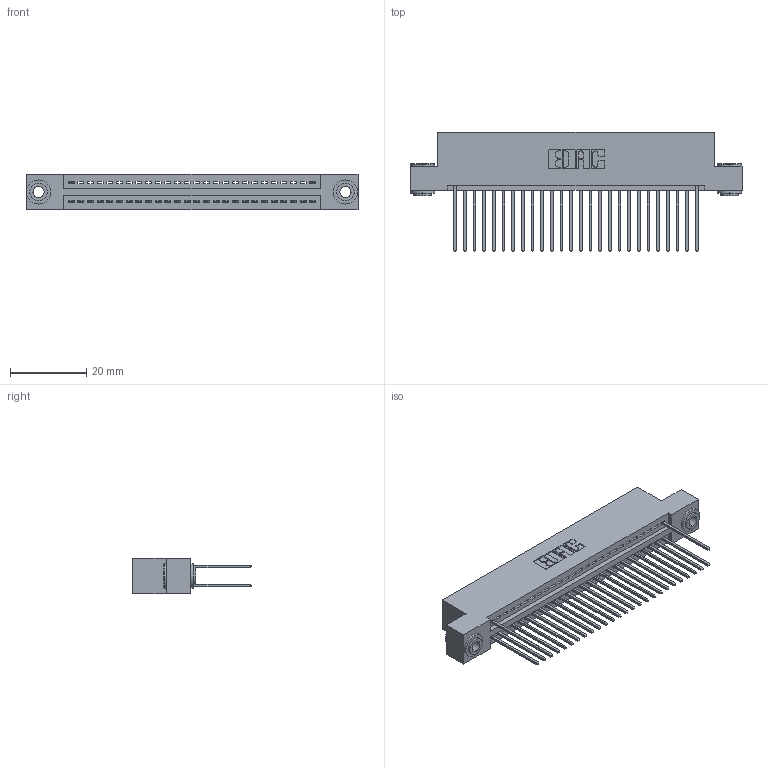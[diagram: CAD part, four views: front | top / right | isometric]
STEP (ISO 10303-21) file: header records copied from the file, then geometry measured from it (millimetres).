
FILE_DESCRIPTION (( 'STEP AP203' ), '1' );
FILE_NAME ('345-052-542-203.STEP', '2018-09-22T22:44:13', ( '' ), ( '' ), 'SwSTEP 2.0', 'SolidWorks 2016', '' );
FILE_SCHEMA (( 'CONFIG_CONTROL_DESIGN' ));
Length unit declared in the file: inch
Products named in the file (4): 345 Part_Flush Mounting Lugs - 0.156 Dia-TH; 345-292-001_345-293-142; 345-250-002_345-250-002-102; 345-052-542-203
Assembly tree (31 placements, depth 2):
  345-052-542-203
    345 Part_Flush Mounting Lugs - 0.156 Dia-TH
    345-292-001_345-293-142  x28
    345-250-002_345-250-002-102  x2
Bounding box: 87.25 x 31.29 x 9.4 mm (x, y, z)
Volume: 8260.5 mm3; surface area: 11490.1 mm2
Topology: 31 solids, 31 shells, 1756 faces, 5237 edges, 3450 vertices
Faces by surface type: plane 1182, cylinder 566, cone 8
Entity records: 22454 total; most frequent: CARTESIAN_POINT 3859, ORIENTED_EDGE 3810, DIRECTION 3427, EDGE_CURVE 1905, LINE 1645, VECTOR 1645, VERTEX_POINT 1266, AXIS2_PLACEMENT_3D 891
